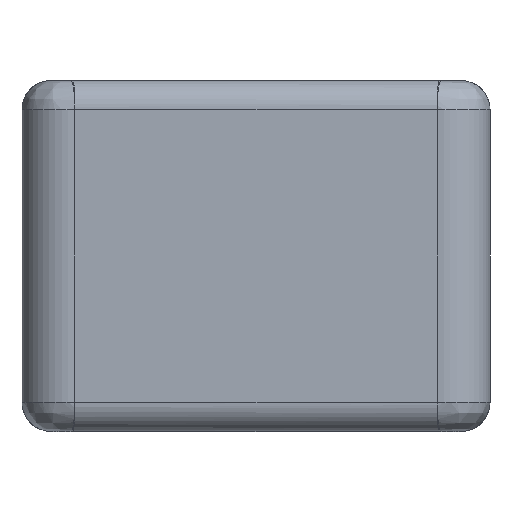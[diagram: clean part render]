
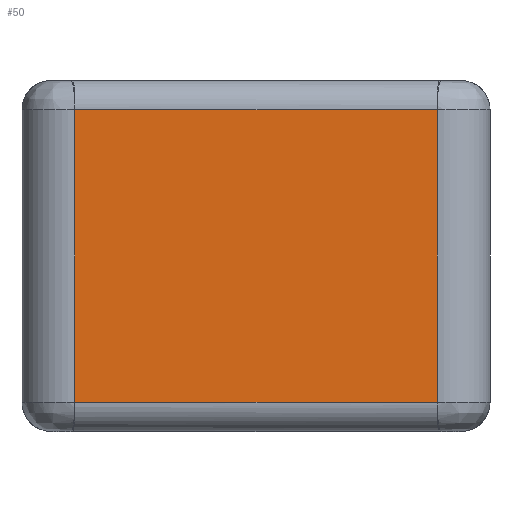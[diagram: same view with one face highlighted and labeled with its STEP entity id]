
A CAD part, left-side view. The second image highlights one B-rep face of the part: STEP entity #50.
In plain terms, the highlighted free-form (B-spline) face has degree [2, 1] with [3, 2] control points.
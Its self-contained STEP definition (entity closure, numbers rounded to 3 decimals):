
#50=ADVANCED_FACE('',(#112),#1950,.T.);
#112=FACE_OUTER_BOUND('',#174,.T.);
#174=EDGE_LOOP('',(#243,#244,#245,#246));
#243=ORIENTED_EDGE('',*,*,#1627,.T.);
#244=ORIENTED_EDGE('',*,*,#1628,.T.);
#245=ORIENTED_EDGE('',*,*,#1629,.T.);
#246=ORIENTED_EDGE('',*,*,#1625,.F.);
#530=PCURVE('',#1949,#820);
#533=PCURVE('',#1950,#823);
#534=PCURVE('',#1950,#824);
#535=PCURVE('',#1950,#825);
#536=PCURVE('',#1950,#826);
#541=PCURVE('',#1951,#831);
#567=PCURVE('',#1956,#857);
#616=PCURVE('',#1964,#906);
#820=DEFINITIONAL_REPRESENTATION('',(#1110),#5555);
#823=DEFINITIONAL_REPRESENTATION('',(#1113),#5555);
#824=DEFINITIONAL_REPRESENTATION('',(#1114),#5555);
#825=DEFINITIONAL_REPRESENTATION('',(#1115),#5555);
#826=DEFINITIONAL_REPRESENTATION('',(#1116),#5555);
#831=DEFINITIONAL_REPRESENTATION('',(#1121),#5555);
#857=DEFINITIONAL_REPRESENTATION('',(#1152),#5555);
#906=DEFINITIONAL_REPRESENTATION('',(#1215),#5555);
#1110=B_SPLINE_CURVE_WITH_KNOTS('',1,(#2447,#2448),.UNSPECIFIED.,.F.,.F.,
(2,2),(0.05,0.55),.UNSPECIFIED.);
#1113=B_SPLINE_CURVE_WITH_KNOTS('',3,(#2462,#2463,#2464,#2465),
 .UNSPECIFIED.,.F.,.F.,(4,4),(0.,0.62),
 .UNSPECIFIED.);
#1114=B_SPLINE_CURVE_WITH_KNOTS('',1,(#2468,#2469),.UNSPECIFIED.,.F.,.F.,
(2,2),(0.05,0.55),.UNSPECIFIED.);
#1115=B_SPLINE_CURVE_WITH_KNOTS('',3,(#2472,#2473,#2474,#2475),
 .UNSPECIFIED.,.F.,.F.,(4,4),(-0.62,0.),.UNSPECIFIED.);
#1116=B_SPLINE_CURVE_WITH_KNOTS('',1,(#2476,#2477),.UNSPECIFIED.,.F.,.F.,
(2,2),(0.05,0.55),.UNSPECIFIED.);
#1121=B_SPLINE_CURVE_WITH_KNOTS('',1,(#2505,#2506),.UNSPECIFIED.,.F.,.F.,
(2,2),(0.05,0.55),.UNSPECIFIED.);
#1152=B_SPLINE_CURVE_WITH_KNOTS('',1,(#2681,#2682),.UNSPECIFIED.,.F.,.F.,
(2,2),(-0.62,0.),.UNSPECIFIED.);
#1215=B_SPLINE_CURVE_WITH_KNOTS('',1,(#3205,#3206),.UNSPECIFIED.,.F.,.F.,
(2,2),(0.,0.62),.UNSPECIFIED.);
#1472=SURFACE_CURVE('',#1778,(#530,#536),.PCURVE_S1.);
#1474=SURFACE_CURVE('',#1780,(#533,#616),.PCURVE_S1.);
#1475=SURFACE_CURVE('',#1781,(#534,#541),.PCURVE_S1.);
#1476=SURFACE_CURVE('',#1782,(#535,#567),.PCURVE_S1.);
#1625=EDGE_CURVE('',#1877,#1855,#1472,.T.);
#1627=EDGE_CURVE('',#1877,#1878,#1474,.T.);
#1628=EDGE_CURVE('',#1878,#1856,#1475,.T.);
#1629=EDGE_CURVE('',#1856,#1855,#1476,.T.);
#1778=(
BOUNDED_CURVE()
B_SPLINE_CURVE(1,(#2445,#2446),.UNSPECIFIED.,.F.,.F.)
B_SPLINE_CURVE_WITH_KNOTS((2,2),(0.05,0.55),.UNSPECIFIED.)
CURVE()
GEOMETRIC_REPRESENTATION_ITEM()
RATIONAL_B_SPLINE_CURVE((1.,1.))
REPRESENTATION_ITEM('')
);
#1780=(
BOUNDED_CURVE()
B_SPLINE_CURVE(1,(#2460,#2461),.UNSPECIFIED.,.F.,.F.)
B_SPLINE_CURVE_WITH_KNOTS((2,2),(0.,0.62),
 .UNSPECIFIED.)
CURVE()
GEOMETRIC_REPRESENTATION_ITEM()
RATIONAL_B_SPLINE_CURVE((1.,1.))
REPRESENTATION_ITEM('')
);
#1781=(
BOUNDED_CURVE()
B_SPLINE_CURVE(1,(#2466,#2467),.UNSPECIFIED.,.F.,.F.)
B_SPLINE_CURVE_WITH_KNOTS((2,2),(0.05,0.55),.UNSPECIFIED.)
CURVE()
GEOMETRIC_REPRESENTATION_ITEM()
RATIONAL_B_SPLINE_CURVE((1.,1.))
REPRESENTATION_ITEM('')
);
#1782=(
BOUNDED_CURVE()
B_SPLINE_CURVE(1,(#2470,#2471),.UNSPECIFIED.,.F.,.F.)
B_SPLINE_CURVE_WITH_KNOTS((2,2),(-0.62,0.),.UNSPECIFIED.)
CURVE()
GEOMETRIC_REPRESENTATION_ITEM()
RATIONAL_B_SPLINE_CURVE((1.,1.))
REPRESENTATION_ITEM('')
);
#1855=VERTEX_POINT('',#2379);
#1856=VERTEX_POINT('',#2380);
#1877=VERTEX_POINT('',#2401);
#1878=VERTEX_POINT('',#2402);
#1949=(
BOUNDED_SURFACE()
B_SPLINE_SURFACE(2,1,((#2055,#2056),(#2057,#2058),(#2059,#2060),(#2061,#2062),
(#2063,#2064)),.UNSPECIFIED.,.F.,.F.,.F.)
B_SPLINE_SURFACE_WITH_KNOTS((3,2,3),(2,2),(0.,0.068,0.136),
(0.,0.6),.UNSPECIFIED.)
GEOMETRIC_REPRESENTATION_ITEM()
RATIONAL_B_SPLINE_SURFACE(((1.,1.),(0.912,0.912),
(1.,1.),(0.912,0.912),(1.,1.)))
REPRESENTATION_ITEM('')
SURFACE()
);
#1950=(
BOUNDED_SURFACE()
B_SPLINE_SURFACE(2,1,((#2065,#2066),(#2067,#2068),(#2069,#2070)),
 .UNSPECIFIED.,.F.,.F.,.F.)
B_SPLINE_SURFACE_WITH_KNOTS((3,3),(2,2),(0.136,0.756),
(0.,0.6),.UNSPECIFIED.)
GEOMETRIC_REPRESENTATION_ITEM()
RATIONAL_B_SPLINE_SURFACE(((1.,1.),(1.,1.),(1.,1.)))
REPRESENTATION_ITEM('')
SURFACE()
);
#1951=(
BOUNDED_SURFACE()
B_SPLINE_SURFACE(2,1,((#2071,#2072),(#2073,#2074),(#2075,#2076),(#2077,#2078),
(#2079,#2080)),.UNSPECIFIED.,.F.,.F.,.F.)
B_SPLINE_SURFACE_WITH_KNOTS((3,2,3),(2,2),(0.756,0.824,
0.892),(0.,0.6),.UNSPECIFIED.)
GEOMETRIC_REPRESENTATION_ITEM()
RATIONAL_B_SPLINE_SURFACE(((1.,1.),(0.912,0.912),
(1.,1.),(0.912,0.912),(1.,1.)))
REPRESENTATION_ITEM('')
SURFACE()
);
#1956=(
BOUNDED_SURFACE()
B_SPLINE_SURFACE(1,2,((#2112,#2113,#2114),(#2115,#2116,#2117)),
 .UNSPECIFIED.,.F.,.F.,.F.)
B_SPLINE_SURFACE_WITH_KNOTS((2,2),(3,3),(-1.,1.62),(0.,0.079),
 .UNSPECIFIED.)
GEOMETRIC_REPRESENTATION_ITEM()
RATIONAL_B_SPLINE_SURFACE(((1.,0.707,1.),(1.,0.707,
1.)))
REPRESENTATION_ITEM('')
SURFACE()
);
#1964=(
BOUNDED_SURFACE()
B_SPLINE_SURFACE(2,1,((#2254,#2255),(#2256,#2257),(#2258,#2259)),
 .UNSPECIFIED.,.F.,.F.,.F.)
B_SPLINE_SURFACE_WITH_KNOTS((3,3),(2,2),(0.,0.079),(-1.,1.62),
 .UNSPECIFIED.)
GEOMETRIC_REPRESENTATION_ITEM()
RATIONAL_B_SPLINE_SURFACE(((1.,1.),(0.707,0.707),
(1.,1.)))
REPRESENTATION_ITEM('')
SURFACE()
);
#2055=CARTESIAN_POINT('',(-0.72,0.4,0.));
#2056=CARTESIAN_POINT('',(-0.72,0.4,0.6));
#2057=CARTESIAN_POINT('',(-0.756,0.4,0.));
#2058=CARTESIAN_POINT('',(-0.756,0.4,0.6));
#2059=CARTESIAN_POINT('',(-0.78,0.373,0.));
#2060=CARTESIAN_POINT('',(-0.78,0.373,0.6));
#2061=CARTESIAN_POINT('',(-0.804,0.346,0.));
#2062=CARTESIAN_POINT('',(-0.804,0.346,0.6));
#2063=CARTESIAN_POINT('',(-0.8,0.31,0.));
#2064=CARTESIAN_POINT('',(-0.8,0.31,0.6));
#2065=CARTESIAN_POINT('',(-0.8,0.31,0.));
#2066=CARTESIAN_POINT('',(-0.8,0.31,0.6));
#2067=CARTESIAN_POINT('',(-0.8,0.,0.));
#2068=CARTESIAN_POINT('',(-0.8,0.,0.6));
#2069=CARTESIAN_POINT('',(-0.8,-0.31,0.));
#2070=CARTESIAN_POINT('',(-0.8,-0.31,0.6));
#2071=CARTESIAN_POINT('',(-0.8,-0.31,0.));
#2072=CARTESIAN_POINT('',(-0.8,-0.31,0.6));
#2073=CARTESIAN_POINT('',(-0.804,-0.346,0.));
#2074=CARTESIAN_POINT('',(-0.804,-0.346,0.6));
#2075=CARTESIAN_POINT('',(-0.78,-0.373,0.));
#2076=CARTESIAN_POINT('',(-0.78,-0.373,0.6));
#2077=CARTESIAN_POINT('',(-0.756,-0.4,0.));
#2078=CARTESIAN_POINT('',(-0.756,-0.4,0.6));
#2079=CARTESIAN_POINT('',(-0.72,-0.4,0.));
#2080=CARTESIAN_POINT('',(-0.72,-0.4,0.6));
#2112=CARTESIAN_POINT('',(-0.8,1.31,0.55));
#2113=CARTESIAN_POINT('',(-0.8,1.31,0.6));
#2114=CARTESIAN_POINT('',(-0.75,1.31,0.6));
#2115=CARTESIAN_POINT('',(-0.8,-1.31,0.55));
#2116=CARTESIAN_POINT('',(-0.8,-1.31,0.6));
#2117=CARTESIAN_POINT('',(-0.75,-1.31,0.6));
#2254=CARTESIAN_POINT('',(-0.8,1.31,0.05));
#2255=CARTESIAN_POINT('',(-0.8,-1.31,0.05));
#2256=CARTESIAN_POINT('',(-0.8,1.31,0.));
#2257=CARTESIAN_POINT('',(-0.8,-1.31,0.));
#2258=CARTESIAN_POINT('',(-0.75,1.31,0.));
#2259=CARTESIAN_POINT('',(-0.75,-1.31,0.));
#2379=CARTESIAN_POINT('',(-0.8,0.31,0.55));
#2380=CARTESIAN_POINT('',(-0.8,-0.31,0.55));
#2401=CARTESIAN_POINT('',(-0.8,0.31,0.05));
#2402=CARTESIAN_POINT('',(-0.8,-0.31,0.05));
#2445=CARTESIAN_POINT('',(-0.8,0.31,0.05));
#2446=CARTESIAN_POINT('',(-0.8,0.31,0.55));
#2447=CARTESIAN_POINT('',(0.136,0.05));
#2448=CARTESIAN_POINT('',(0.136,0.55));
#2460=CARTESIAN_POINT('',(-0.8,0.31,0.05));
#2461=CARTESIAN_POINT('',(-0.8,-0.31,0.05));
#2462=CARTESIAN_POINT('',(0.136,0.05));
#2463=CARTESIAN_POINT('',(0.343,0.05));
#2464=CARTESIAN_POINT('',(0.549,0.05));
#2465=CARTESIAN_POINT('',(0.756,0.05));
#2466=CARTESIAN_POINT('',(-0.8,-0.31,0.05));
#2467=CARTESIAN_POINT('',(-0.8,-0.31,0.55));
#2468=CARTESIAN_POINT('',(0.756,0.05));
#2469=CARTESIAN_POINT('',(0.756,0.55));
#2470=CARTESIAN_POINT('',(-0.8,-0.31,0.55));
#2471=CARTESIAN_POINT('',(-0.8,0.31,0.55));
#2472=CARTESIAN_POINT('',(0.756,0.55));
#2473=CARTESIAN_POINT('',(0.549,0.55));
#2474=CARTESIAN_POINT('',(0.343,0.55));
#2475=CARTESIAN_POINT('',(0.136,0.55));
#2476=CARTESIAN_POINT('',(0.136,0.05));
#2477=CARTESIAN_POINT('',(0.136,0.55));
#2505=CARTESIAN_POINT('',(0.756,0.05));
#2506=CARTESIAN_POINT('',(0.756,0.55));
#2681=CARTESIAN_POINT('',(0.62,0.));
#2682=CARTESIAN_POINT('',(0.,0.));
#3205=CARTESIAN_POINT('',(0.,0.));
#3206=CARTESIAN_POINT('',(0.,0.62));
#5555=(
GEOMETRIC_REPRESENTATION_CONTEXT(2)
PARAMETRIC_REPRESENTATION_CONTEXT()
REPRESENTATION_CONTEXT('pspace','')
);
